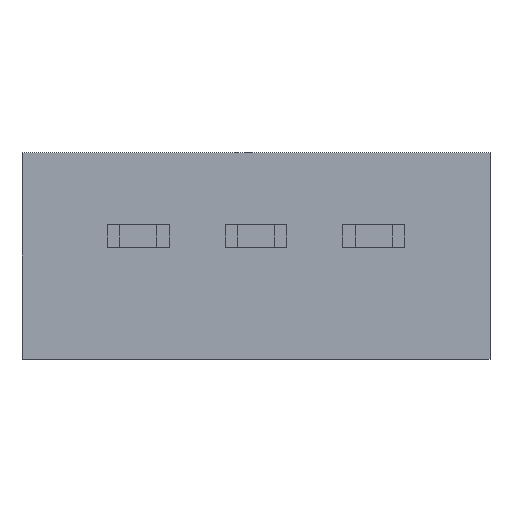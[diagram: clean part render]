
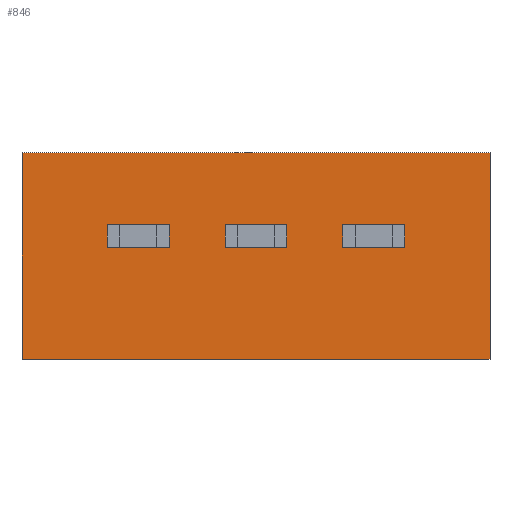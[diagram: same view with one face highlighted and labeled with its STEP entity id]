
A CAD part, front view. The second image highlights one B-rep face of the part: STEP entity #846.
In plain terms, the highlighted planar face has unit normal (0, -1, 0).
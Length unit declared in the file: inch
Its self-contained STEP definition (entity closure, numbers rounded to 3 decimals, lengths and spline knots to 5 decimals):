
#6 = VECTOR ( 'NONE', #1224, 39.37008 ) ;
#91 = DIRECTION ( 'NONE',  ( 0., 0., -1. ) ) ;
#157 = EDGE_LOOP ( 'NONE', ( #217, #719, #380, #1522 ) ) ;
#171 = VECTOR ( 'NONE', #868, 39.37008 ) ;
#215 = CARTESIAN_POINT ( 'NONE',  ( 0.19875, 0.161, -0.1045 ) ) ;
#217 = ORIENTED_EDGE ( 'NONE', *, *, #1482, .T. ) ;
#283 = VERTEX_POINT ( 'NONE', #1629 ) ;
#319 = CARTESIAN_POINT ( 'NONE',  ( 0.19875, 0.161, 0.0705 ) ) ;
#353 = DIRECTION ( 'NONE',  ( 0., 0., 1. ) ) ;
#380 = ORIENTED_EDGE ( 'NONE', *, *, #1327, .F. ) ;
#413 = LINE ( 'NONE', #1103, #6 ) ;
#511 = PLANE ( 'NONE',  #710 ) ;
#587 = VERTEX_POINT ( 'NONE', #319 ) ;
#632 = DIRECTION ( 'NONE',  ( 0., 0., -1. ) ) ;
#710 = AXIS2_PLACEMENT_3D ( 'NONE', #1393, #1529, #353 ) ;
#719 = ORIENTED_EDGE ( 'NONE', *, *, #809, .F. ) ;
#734 = VERTEX_POINT ( 'NONE', #215 ) ;
#756 = CARTESIAN_POINT ( 'NONE',  ( -0.19875, 0.161, -0.1045 ) ) ;
#759 = CARTESIAN_POINT ( 'NONE',  ( 0.19875, 0.161, -0.1045 ) ) ;
#779 = VECTOR ( 'NONE', #91, 39.37008 ) ;
#809 = EDGE_CURVE ( 'NONE', #734, #1470, #1145, .T. ) ;
#846 = ADVANCED_FACE ( 'NONE', ( #1068 ), #511, .F. ) ;
#868 = DIRECTION ( 'NONE',  ( -1., 0., 0. ) ) ;
#880 = LINE ( 'NONE', #890, #1218 ) ;
#890 = CARTESIAN_POINT ( 'NONE',  ( -0.19875, 0.161, 0.0705 ) ) ;
#1068 = FACE_OUTER_BOUND ( 'NONE', #157, .T. ) ;
#1103 = CARTESIAN_POINT ( 'NONE',  ( 0.19875, 0.161, 0.0705 ) ) ;
#1145 = LINE ( 'NONE', #759, #171 ) ;
#1218 = VECTOR ( 'NONE', #632, 39.37008 ) ;
#1224 = DIRECTION ( 'NONE',  ( -1., 0., 0. ) ) ;
#1236 = CARTESIAN_POINT ( 'NONE',  ( 0.19875, 0.161, 0.0705 ) ) ;
#1303 = EDGE_CURVE ( 'NONE', #587, #283, #413, .T. ) ;
#1327 = EDGE_CURVE ( 'NONE', #587, #734, #1475, .T. ) ;
#1393 = CARTESIAN_POINT ( 'NONE',  ( 0.19875, 0.161, 0.0705 ) ) ;
#1470 = VERTEX_POINT ( 'NONE', #756 ) ;
#1475 = LINE ( 'NONE', #1236, #779 ) ;
#1482 = EDGE_CURVE ( 'NONE', #283, #1470, #880, .T. ) ;
#1522 = ORIENTED_EDGE ( 'NONE', *, *, #1303, .T. ) ;
#1529 = DIRECTION ( 'NONE',  ( 0., 1., 0. ) ) ;
#1629 = CARTESIAN_POINT ( 'NONE',  ( -0.19875, 0.161, 0.0705 ) ) ;
